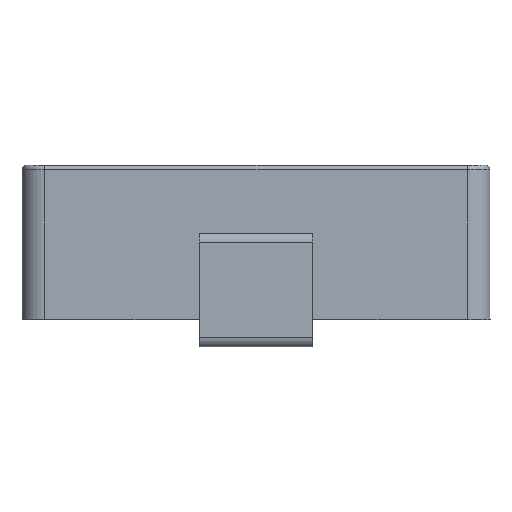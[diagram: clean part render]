
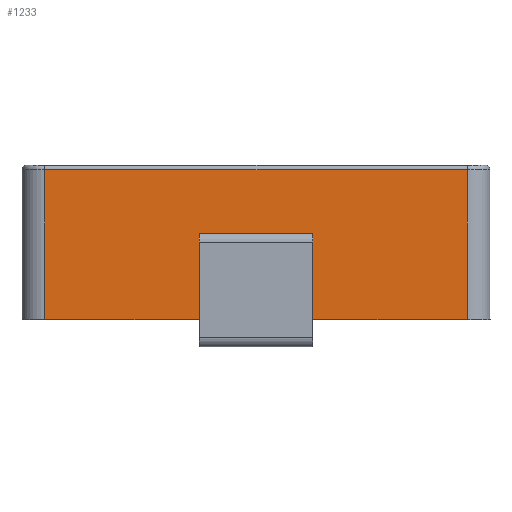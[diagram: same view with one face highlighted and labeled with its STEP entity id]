
A CAD part, left-side view. The second image highlights one B-rep face of the part: STEP entity #1233.
In plain terms, the highlighted planar face has unit normal (-1, 0, 0).
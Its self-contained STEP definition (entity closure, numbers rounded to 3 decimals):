
#11 = ORIENTED_EDGE ( 'NONE', *, *, #2067, .T. ) ;
#19 = VECTOR ( 'NONE', #2088, 1000. ) ;
#49 = ORIENTED_EDGE ( 'NONE', *, *, #647, .T. ) ;
#57 = CARTESIAN_POINT ( 'NONE',  ( -5.15, -1.25, 0.6 ) ) ;
#65 = LINE ( 'NONE', #1915, #19 ) ;
#89 = VERTEX_POINT ( 'NONE', #57 ) ;
#109 = DIRECTION ( 'NONE',  ( 0., -1., 0. ) ) ;
#114 = CARTESIAN_POINT ( 'NONE',  ( -5.15, 4.65, 0.6 ) ) ;
#127 = LINE ( 'NONE', #1147, #1667 ) ;
#148 = AXIS2_PLACEMENT_3D ( 'NONE', #443, #1924, #1100 ) ;
#158 = VERTEX_POINT ( 'NONE', #574 ) ;
#190 = VERTEX_POINT ( 'NONE', #241 ) ;
#241 = CARTESIAN_POINT ( 'NONE',  ( -5.15, -1.25, 1. ) ) ;
#244 = VERTEX_POINT ( 'NONE', #1599 ) ;
#300 = ORIENTED_EDGE ( 'NONE', *, *, #1094, .T. ) ;
#320 = VECTOR ( 'NONE', #2110, 1000. ) ;
#323 = LINE ( 'NONE', #669, #320 ) ;
#406 = EDGE_CURVE ( 'NONE', #89, #1645, #1938, .T. ) ;
#417 = ORIENTED_EDGE ( 'NONE', *, *, #1619, .F. ) ;
#434 = DIRECTION ( 'NONE',  ( 0., 0., 1. ) ) ;
#436 = EDGE_CURVE ( 'NONE', #158, #1150, #65, .T. ) ;
#443 = CARTESIAN_POINT ( 'NONE',  ( -5.15, 4.65, 4. ) ) ;
#507 = VERTEX_POINT ( 'NONE', #1441 ) ;
#535 = CARTESIAN_POINT ( 'NONE',  ( -5.15, -4.65, 3.9 ) ) ;
#574 = CARTESIAN_POINT ( 'NONE',  ( -5.15, 1.25, 0.6 ) ) ;
#577 = VERTEX_POINT ( 'NONE', #535 ) ;
#589 = ORIENTED_EDGE ( 'NONE', *, *, #436, .T. ) ;
#610 = LINE ( 'NONE', #1251, #1337 ) ;
#615 = DIRECTION ( 'NONE',  ( 0., -1., 0. ) ) ;
#647 = EDGE_CURVE ( 'NONE', #1150, #190, #737, .T. ) ;
#669 = CARTESIAN_POINT ( 'NONE',  ( -5.15, 4.65, 0.6 ) ) ;
#737 = LINE ( 'NONE', #905, #992 ) ;
#763 = CARTESIAN_POINT ( 'NONE',  ( -5.15, 4.65, 4. ) ) ;
#896 = VECTOR ( 'NONE', #434, 1000. ) ;
#905 = CARTESIAN_POINT ( 'NONE',  ( -5.15, 1.25, 1. ) ) ;
#923 = EDGE_CURVE ( 'NONE', #1645, #577, #610, .T. ) ;
#992 = VECTOR ( 'NONE', #109, 1000. ) ;
#1012 = ORIENTED_EDGE ( 'NONE', *, *, #923, .T. ) ;
#1059 = ORIENTED_EDGE ( 'NONE', *, *, #1133, .F. ) ;
#1083 = LINE ( 'NONE', #1103, #896 ) ;
#1094 = EDGE_CURVE ( 'NONE', #507, #244, #1406, .T. ) ;
#1100 = DIRECTION ( 'NONE',  ( 0., -1., 0. ) ) ;
#1103 = CARTESIAN_POINT ( 'NONE',  ( -5.15, -1.25, 0.938 ) ) ;
#1116 = DIRECTION ( 'NONE',  ( 0., -1., 0. ) ) ;
#1133 = EDGE_CURVE ( 'NONE', #89, #190, #1083, .T. ) ;
#1147 = CARTESIAN_POINT ( 'NONE',  ( -5.15, 4.65, 3.9 ) ) ;
#1150 = VERTEX_POINT ( 'NONE', #1151 ) ;
#1151 = CARTESIAN_POINT ( 'NONE',  ( -5.15, 1.25, 1. ) ) ;
#1156 = VECTOR ( 'NONE', #615, 1000. ) ;
#1233 = ADVANCED_FACE ( 'NONE', ( #1499 ), #1702, .T. ) ;
#1251 = CARTESIAN_POINT ( 'NONE',  ( -5.15, -4.65, 4. ) ) ;
#1337 = VECTOR ( 'NONE', #1930, 1000. ) ;
#1376 = ORIENTED_EDGE ( 'NONE', *, *, #406, .T. ) ;
#1406 = LINE ( 'NONE', #763, #1875 ) ;
#1441 = CARTESIAN_POINT ( 'NONE',  ( -5.15, 4.65, 3.9 ) ) ;
#1468 = CARTESIAN_POINT ( 'NONE',  ( -5.15, -4.65, 0.6 ) ) ;
#1499 = FACE_OUTER_BOUND ( 'NONE', #1972, .T. ) ;
#1599 = CARTESIAN_POINT ( 'NONE',  ( -5.15, 4.65, 0.6 ) ) ;
#1619 = EDGE_CURVE ( 'NONE', #507, #577, #127, .T. ) ;
#1645 = VERTEX_POINT ( 'NONE', #1468 ) ;
#1667 = VECTOR ( 'NONE', #1116, 1000. ) ;
#1702 = PLANE ( 'NONE',  #148 ) ;
#1742 = DIRECTION ( 'NONE',  ( 0., 0., -1. ) ) ;
#1875 = VECTOR ( 'NONE', #1742, 1000. ) ;
#1915 = CARTESIAN_POINT ( 'NONE',  ( -5.15, 1.25, 0.938 ) ) ;
#1924 = DIRECTION ( 'NONE',  ( -1., 0., 0. ) ) ;
#1930 = DIRECTION ( 'NONE',  ( 0., 0., 1. ) ) ;
#1938 = LINE ( 'NONE', #114, #1156 ) ;
#1972 = EDGE_LOOP ( 'NONE', ( #1059, #1376, #1012, #417, #300, #11, #589, #49 ) ) ;
#2067 = EDGE_CURVE ( 'NONE', #244, #158, #323, .T. ) ;
#2088 = DIRECTION ( 'NONE',  ( 0., 0., 1. ) ) ;
#2110 = DIRECTION ( 'NONE',  ( 0., -1., 0. ) ) ;
